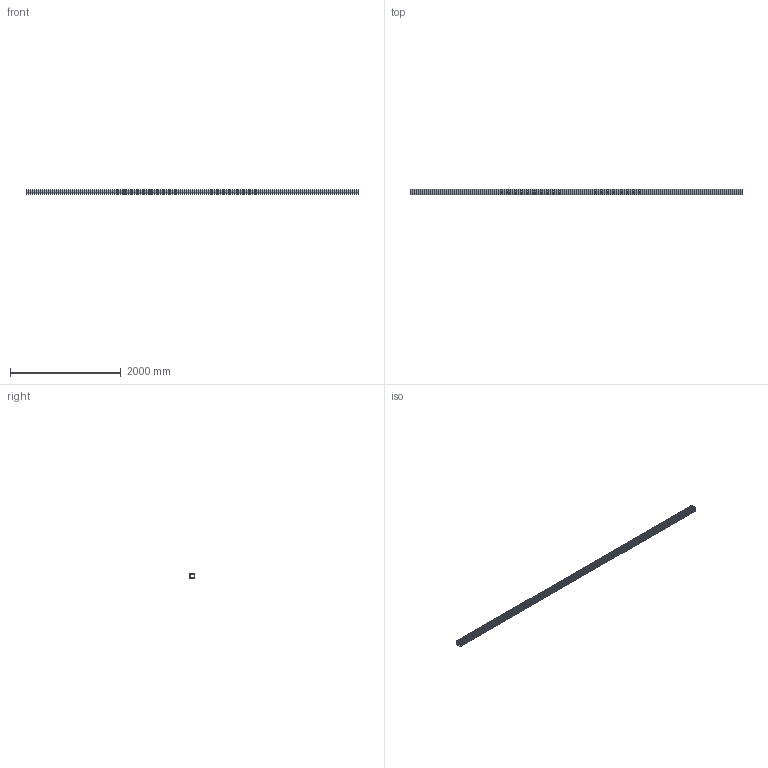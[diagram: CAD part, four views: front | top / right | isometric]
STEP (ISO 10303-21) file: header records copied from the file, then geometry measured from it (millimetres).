
FILE_DESCRIPTION (( 'STEP AP203' ), '1' );
FILE_NAME ('H_02-90x95-AL-6000.STEP', '2021-09-09T09:50:26', ( '' ), ( '' ), 'SwSTEP 2.0', 'SolidWorks 2019', '' );
FILE_SCHEMA (( 'CONFIG_CONTROL_DESIGN' ));
Length unit declared in the file: millimetre
Products named in the file (1): H_02-90x95-AL-6000
Bounding box: 6000 x 95 x 90 mm (x, y, z)
Volume: 10807959.3 mm3; surface area: 7164083.5 mm2
Topology: 1 solids, 1 shells, 184 faces, 546 edges, 364 vertices
Faces by surface type: plane 97, cylinder 87
Entity records: 6325 total; most frequent: CARTESIAN_POINT 1095, ORIENTED_EDGE 1092, DIRECTION 1090, EDGE_CURVE 546, VECTOR 372, LINE 372, VERTEX_POINT 364, AXIS2_PLACEMENT_3D 359
